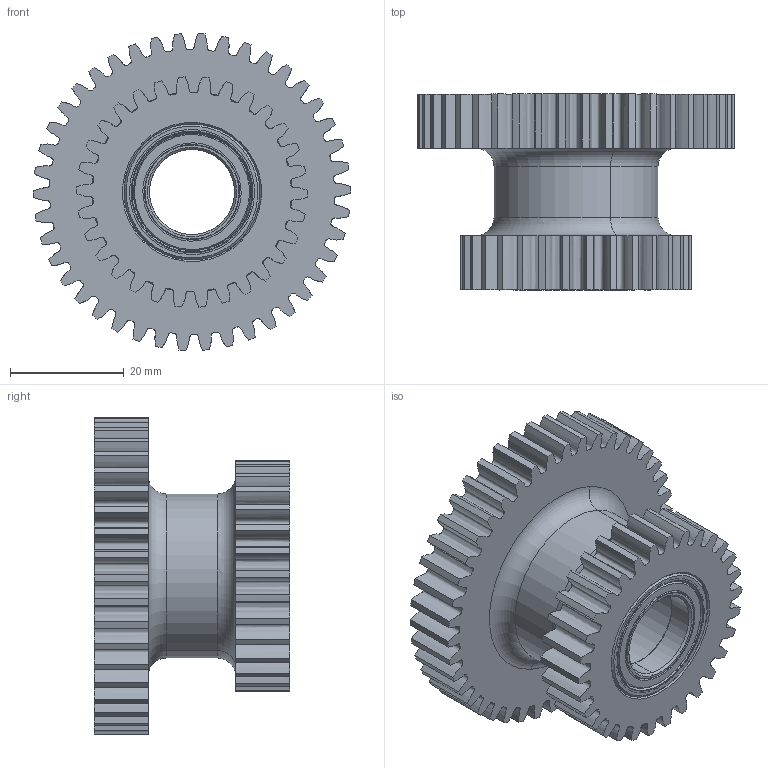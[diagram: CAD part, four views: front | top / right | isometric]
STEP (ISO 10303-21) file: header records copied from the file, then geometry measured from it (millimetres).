
FILE_DESCRIPTION (( 'STEP AP214' ), '1' );
FILE_NAME ('WCP-1423.STEP', '2023-12-19T00:36:51', ( '' ), ( '' ), 'SwSTEP 2.0', 'SolidWorks 2022', '' );
FILE_SCHEMA (( 'AUTOMOTIVE_DESIGN' ));
Length unit declared in the file: inch
Products named in the file (3): WCP-0078 Rev1_5972K155; WCP-1423-001 Rev1; WCP-1423
Assembly tree (3 placements, depth 2):
  WCP-1423
    WCP-0078 Rev1_5972K155  x2
    WCP-1423-001 Rev1
Bounding box: 55.88 x 34.47 x 55.84 mm (x, y, z)
Volume: 24792.9 mm3; surface area: 20194.5 mm2
Topology: 37 solids, 37 shells, 907 faces, 2546 edges, 1676 vertices
Faces by surface type: plane 355, cylinder 160, cone 156, torus 116, bspline 72, sphere 48
Entity records: 44987 total; most frequent: CARTESIAN_POINT 31185, ORIENTED_EDGE 3020, DIRECTION 2598, EDGE_CURVE 1510, AXIS2_PLACEMENT_3D 1089, VERTEX_POINT 998, CIRCLE 596, EDGE_LOOP 582
